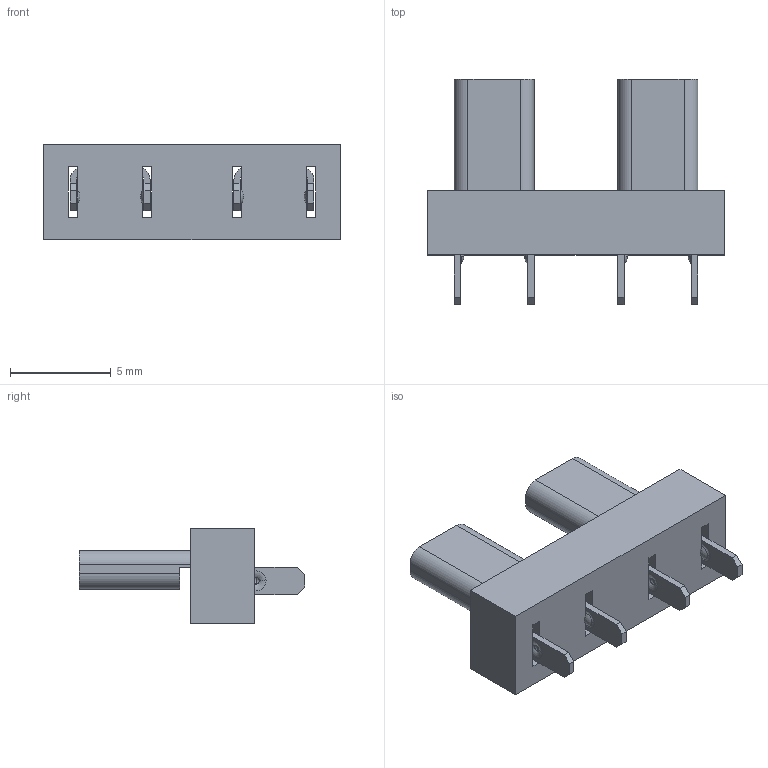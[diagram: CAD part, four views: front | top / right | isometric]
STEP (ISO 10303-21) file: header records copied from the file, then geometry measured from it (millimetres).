
FILE_DESCRIPTION (( 'STEP AP203' ), '1' );
FILE_NAME ('3544-2_cut.STEP', '2013-06-14T18:21:15', ( 'Richard Maletta' ), ( '' ), 'SwSTEP 2.0', 'SolidWorks 2009', '' );
FILE_SCHEMA (( 'CONFIG_CONTROL_DESIGN' ));
Length unit declared in the file: millimetre
Products named in the file (1): 3544-2_cut
Bounding box: 14.68 x 11.18 x 4.75 mm (x, y, z)
Volume: 220.1 mm3; surface area: 660.9 mm2
Topology: 3 solids, 3 shells, 136 faces, 356 edges, 232 vertices
Faces by surface type: plane 88, sphere 16, torus 16, cylinder 16
Entity records: 4273 total; most frequent: DIRECTION 742, CARTESIAN_POINT 725, ORIENTED_EDGE 712, EDGE_CURVE 356, AXIS2_PLACEMENT_3D 249, LINE 244, VECTOR 244, VERTEX_POINT 232
